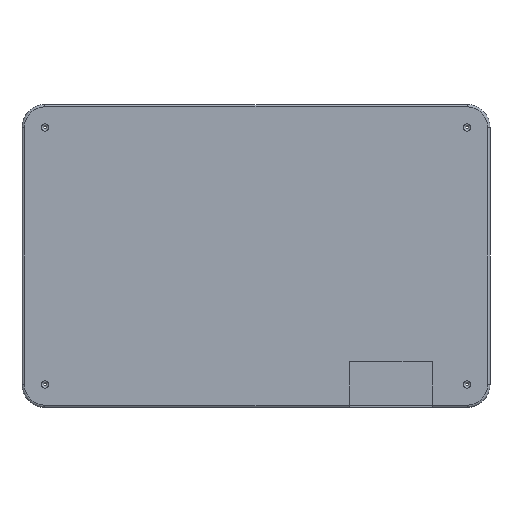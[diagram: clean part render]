
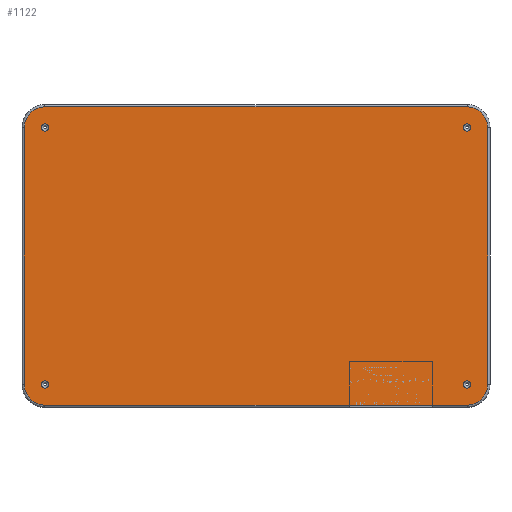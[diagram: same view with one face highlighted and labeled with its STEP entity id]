
A CAD part, front view. The second image highlights one B-rep face of the part: STEP entity #1122.
In plain terms, the highlighted planar face has unit normal (0, -1, 0).
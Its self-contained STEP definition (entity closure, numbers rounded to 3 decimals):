
#17=FACE_BOUND('',#381,.T.);
#18=FACE_BOUND('',#382,.T.);
#19=FACE_BOUND('',#383,.T.);
#20=FACE_BOUND('',#384,.T.);
#40=PLANE('',#1239);
#108=LINE('',#1962,#191);
#110=LINE('',#1968,#193);
#111=LINE('',#1972,#194);
#112=LINE('',#1976,#195);
#191=VECTOR('',#1471,10.);
#193=VECTOR('',#1477,10.);
#194=VECTOR('',#1480,10.);
#195=VECTOR('',#1483,10.);
#305=FACE_OUTER_BOUND('',#380,.T.);
#380=EDGE_LOOP('',(#863,#864,#865,#866,#867,#868,#869,#870));
#381=EDGE_LOOP('',(#871));
#382=EDGE_LOOP('',(#872));
#383=EDGE_LOOP('',(#873));
#384=EDGE_LOOP('',(#874));
#461=CIRCLE('',#1234,4.5);
#464=CIRCLE('',#1240,4.5);
#465=CIRCLE('',#1241,4.5);
#466=CIRCLE('',#1242,4.5);
#467=CIRCLE('',#1243,0.8);
#468=CIRCLE('',#1244,0.8);
#469=CIRCLE('',#1245,0.8);
#470=CIRCLE('',#1246,0.8);
#537=VERTEX_POINT('',#1946);
#540=VERTEX_POINT('',#1951);
#543=VERTEX_POINT('',#1961);
#545=VERTEX_POINT('',#1967);
#546=VERTEX_POINT('',#1969);
#547=VERTEX_POINT('',#1971);
#548=VERTEX_POINT('',#1973);
#549=VERTEX_POINT('',#1975);
#550=VERTEX_POINT('',#1978);
#551=VERTEX_POINT('',#1980);
#552=VERTEX_POINT('',#1982);
#553=VERTEX_POINT('',#1984);
#659=EDGE_CURVE('',#540,#537,#461,.T.);
#663=EDGE_CURVE('',#537,#543,#108,.T.);
#666=EDGE_CURVE('',#545,#540,#110,.T.);
#667=EDGE_CURVE('',#546,#545,#464,.T.);
#668=EDGE_CURVE('',#547,#546,#111,.T.);
#669=EDGE_CURVE('',#548,#547,#465,.T.);
#670=EDGE_CURVE('',#549,#548,#112,.T.);
#671=EDGE_CURVE('',#543,#549,#466,.T.);
#672=EDGE_CURVE('',#550,#550,#467,.T.);
#673=EDGE_CURVE('',#551,#551,#468,.T.);
#674=EDGE_CURVE('',#552,#552,#469,.T.);
#675=EDGE_CURVE('',#553,#553,#470,.T.);
#863=ORIENTED_EDGE('',*,*,#659,.F.);
#864=ORIENTED_EDGE('',*,*,#666,.F.);
#865=ORIENTED_EDGE('',*,*,#667,.F.);
#866=ORIENTED_EDGE('',*,*,#668,.F.);
#867=ORIENTED_EDGE('',*,*,#669,.F.);
#868=ORIENTED_EDGE('',*,*,#670,.F.);
#869=ORIENTED_EDGE('',*,*,#671,.F.);
#870=ORIENTED_EDGE('',*,*,#663,.F.);
#871=ORIENTED_EDGE('',*,*,#672,.F.);
#872=ORIENTED_EDGE('',*,*,#673,.F.);
#873=ORIENTED_EDGE('',*,*,#674,.F.);
#874=ORIENTED_EDGE('',*,*,#675,.F.);
#1122=ADVANCED_FACE('',(#305,#17,#18,#19,#20),#40,.F.);
#1234=AXIS2_PLACEMENT_3D('',#1953,#1461,#1462);
#1239=AXIS2_PLACEMENT_3D('',#1966,#1475,#1476);
#1240=AXIS2_PLACEMENT_3D('',#1970,#1478,#1479);
#1241=AXIS2_PLACEMENT_3D('',#1974,#1481,#1482);
#1242=AXIS2_PLACEMENT_3D('',#1977,#1484,#1485);
#1243=AXIS2_PLACEMENT_3D('',#1979,#1486,#1487);
#1244=AXIS2_PLACEMENT_3D('',#1981,#1488,#1489);
#1245=AXIS2_PLACEMENT_3D('',#1983,#1490,#1491);
#1246=AXIS2_PLACEMENT_3D('',#1985,#1492,#1493);
#1461=DIRECTION('center_axis',(0.,1.,0.));
#1462=DIRECTION('ref_axis',(-0.707,0.,0.707));
#1471=DIRECTION('',(1.,0.,0.));
#1475=DIRECTION('center_axis',(0.,1.,0.));
#1476=DIRECTION('ref_axis',(1.,0.,0.));
#1477=DIRECTION('',(0.,0.,1.));
#1478=DIRECTION('center_axis',(0.,1.,0.));
#1479=DIRECTION('ref_axis',(-0.707,0.,-0.707));
#1480=DIRECTION('',(-1.,0.,0.));
#1481=DIRECTION('center_axis',(0.,1.,0.));
#1482=DIRECTION('ref_axis',(0.707,0.,-0.707));
#1483=DIRECTION('',(0.,0.,-1.));
#1484=DIRECTION('center_axis',(0.,1.,0.));
#1485=DIRECTION('ref_axis',(0.707,0.,0.707));
#1486=DIRECTION('center_axis',(0.,-1.,0.));
#1487=DIRECTION('ref_axis',(1.,0.,0.));
#1488=DIRECTION('center_axis',(0.,-1.,0.));
#1489=DIRECTION('ref_axis',(1.,0.,0.));
#1490=DIRECTION('center_axis',(0.,-1.,0.));
#1491=DIRECTION('ref_axis',(1.,0.,0.));
#1492=DIRECTION('center_axis',(0.,-1.,0.));
#1493=DIRECTION('ref_axis',(1.,0.,0.));
#1946=CARTESIAN_POINT('',(-55.,0.,5.5));
#1951=CARTESIAN_POINT('',(-59.5,0.,1.));
#1953=CARTESIAN_POINT('Origin',(-55.,0.,1.));
#1961=CARTESIAN_POINT('',(37.,0.,5.5));
#1962=CARTESIAN_POINT('',(-11.5,0.,5.5));
#1966=CARTESIAN_POINT('Origin',(37.,0.,-55.));
#1967=CARTESIAN_POINT('',(-59.5,0.,-55.));
#1968=CARTESIAN_POINT('',(-59.5,0.,-57.5));
#1969=CARTESIAN_POINT('',(-55.,0.,-59.5));
#1970=CARTESIAN_POINT('Origin',(-55.,0.,-55.));
#1971=CARTESIAN_POINT('',(37.,0.,-59.5));
#1972=CARTESIAN_POINT('',(39.5,0.,-59.5));
#1973=CARTESIAN_POINT('',(41.5,0.,-55.));
#1974=CARTESIAN_POINT('Origin',(37.,0.,-55.));
#1975=CARTESIAN_POINT('',(41.5,0.,1.));
#1976=CARTESIAN_POINT('',(41.5,0.,-24.5));
#1977=CARTESIAN_POINT('Origin',(37.,0.,1.));
#1978=CARTESIAN_POINT('',(-55.,0.,-54.2));
#1979=CARTESIAN_POINT('Origin',(-55.,0.,-55.));
#1980=CARTESIAN_POINT('',(37.,0.,1.8));
#1981=CARTESIAN_POINT('Origin',(37.,0.,1.));
#1982=CARTESIAN_POINT('',(-55.,0.,1.8));
#1983=CARTESIAN_POINT('Origin',(-55.,0.,1.));
#1984=CARTESIAN_POINT('',(37.,0.,-54.2));
#1985=CARTESIAN_POINT('Origin',(37.,0.,-55.));
